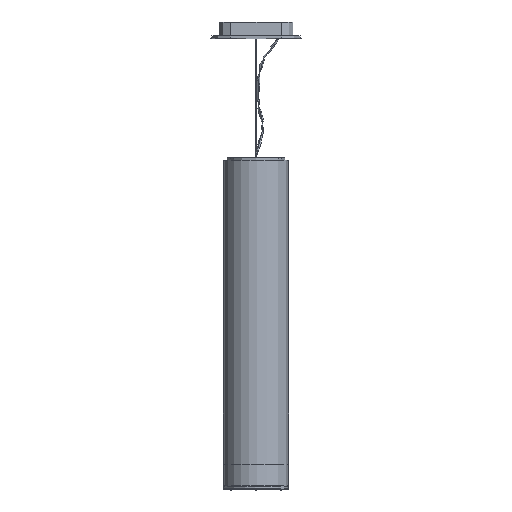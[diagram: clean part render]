
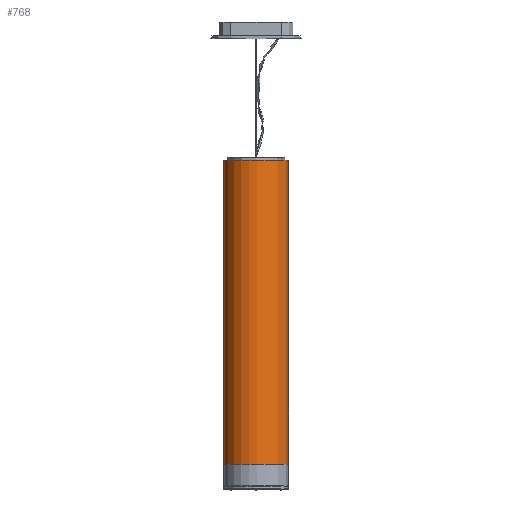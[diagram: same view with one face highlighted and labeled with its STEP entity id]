
A CAD part, front view. The second image highlights one B-rep face of the part: STEP entity #768.
In plain terms, the highlighted cylindrical face has radius 45 mm (diameter 90 mm), a partial arc.
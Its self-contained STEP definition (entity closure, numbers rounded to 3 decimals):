
#768=ADVANCED_FACE('',(#1104),#4598,.T.);
#1104=FACE_OUTER_BOUND('',#1465,.T.);
#1465=EDGE_LOOP('',(#3008,#3009,#3010,#3011));
#3008=ORIENTED_EDGE('',*,*,#3806,.T.);
#3009=ORIENTED_EDGE('',*,*,#3799,.F.);
#3010=ORIENTED_EDGE('',*,*,#3802,.F.);
#3011=ORIENTED_EDGE('',*,*,#3801,.T.);
#3799=EDGE_CURVE('',#4275,#4277,#5102,.T.);
#3801=EDGE_CURVE('',#4276,#4279,#5104,.T.);
#3802=EDGE_CURVE('',#4276,#4275,#5105,.T.);
#3806=EDGE_CURVE('',#4279,#4277,#5109,.T.);
#4275=VERTEX_POINT('',#21151);
#4276=VERTEX_POINT('',#21152);
#4277=VERTEX_POINT('',#21153);
#4279=VERTEX_POINT('',#21155);
#4598=CYLINDRICAL_SURFACE('',#5287,45.);
#5102=(
BOUNDED_CURVE()
B_SPLINE_CURVE(2,(#21387,#21388,#21389,#21390,#21391),.UNSPECIFIED.,.F.,
 .F.)
B_SPLINE_CURVE_WITH_KNOTS((3,2,3),(0.,70.686,141.372),
 .UNSPECIFIED.)
CURVE()
GEOMETRIC_REPRESENTATION_ITEM()
RATIONAL_B_SPLINE_CURVE((1.,0.707,1.,0.707,1.))
REPRESENTATION_ITEM('')
);
#5104=(
BOUNDED_CURVE()
B_SPLINE_CURVE(2,(#21394,#21395,#21396,#21397,#21398),.UNSPECIFIED.,.F.,
 .F.)
B_SPLINE_CURVE_WITH_KNOTS((3,2,3),(0.,70.686,141.372),
 .UNSPECIFIED.)
CURVE()
GEOMETRIC_REPRESENTATION_ITEM()
RATIONAL_B_SPLINE_CURVE((1.,0.707,1.,0.707,1.))
REPRESENTATION_ITEM('')
);
#5105=(
BOUNDED_CURVE()
B_SPLINE_CURVE(1,(#21399,#21400),.UNSPECIFIED.,.F.,.F.)
B_SPLINE_CURVE_WITH_KNOTS((2,2),(0.,330.368),.UNSPECIFIED.)
CURVE()
GEOMETRIC_REPRESENTATION_ITEM()
RATIONAL_B_SPLINE_CURVE((1.,1.))
REPRESENTATION_ITEM('')
);
#5109=(
BOUNDED_CURVE()
B_SPLINE_CURVE(1,(#21413,#21414),.UNSPECIFIED.,.F.,.F.)
B_SPLINE_CURVE_WITH_KNOTS((2,2),(0.,330.368),.UNSPECIFIED.)
CURVE()
GEOMETRIC_REPRESENTATION_ITEM()
RATIONAL_B_SPLINE_CURVE((1.,1.))
REPRESENTATION_ITEM('')
);
#5287=AXIS2_PLACEMENT_3D('',#21135,#5451,$);
#5451=DIRECTION('',(0.,0.,-1.));
#21135=CARTESIAN_POINT('',(0.,-0.083,-409.127));
#21151=CARTESIAN_POINT('',(45.,-0.083,-600.46));
#21152=CARTESIAN_POINT('',(45.,-0.083,-180.089));
#21153=CARTESIAN_POINT('',(-45.,-0.083,-600.46));
#21155=CARTESIAN_POINT('',(-45.,-0.083,-180.089));
#21387=CARTESIAN_POINT('',(45.,-0.083,-600.46));
#21388=CARTESIAN_POINT('',(45.,-45.083,-600.46));
#21389=CARTESIAN_POINT('',(0.,-45.083,-600.46));
#21390=CARTESIAN_POINT('',(-45.,-45.083,-600.46));
#21391=CARTESIAN_POINT('',(-45.,-0.083,-600.46));
#21394=CARTESIAN_POINT('',(45.,-0.083,-180.089));
#21395=CARTESIAN_POINT('',(45.,-45.083,-180.089));
#21396=CARTESIAN_POINT('',(0.,-45.083,-180.089));
#21397=CARTESIAN_POINT('',(-45.,-45.083,-180.089));
#21398=CARTESIAN_POINT('',(-45.,-0.083,-180.089));
#21399=CARTESIAN_POINT('',(45.,-0.083,-180.089));
#21400=CARTESIAN_POINT('',(45.,-0.083,-600.46));
#21413=CARTESIAN_POINT('',(-45.,-0.083,-180.089));
#21414=CARTESIAN_POINT('',(-45.,-0.083,-600.46));
